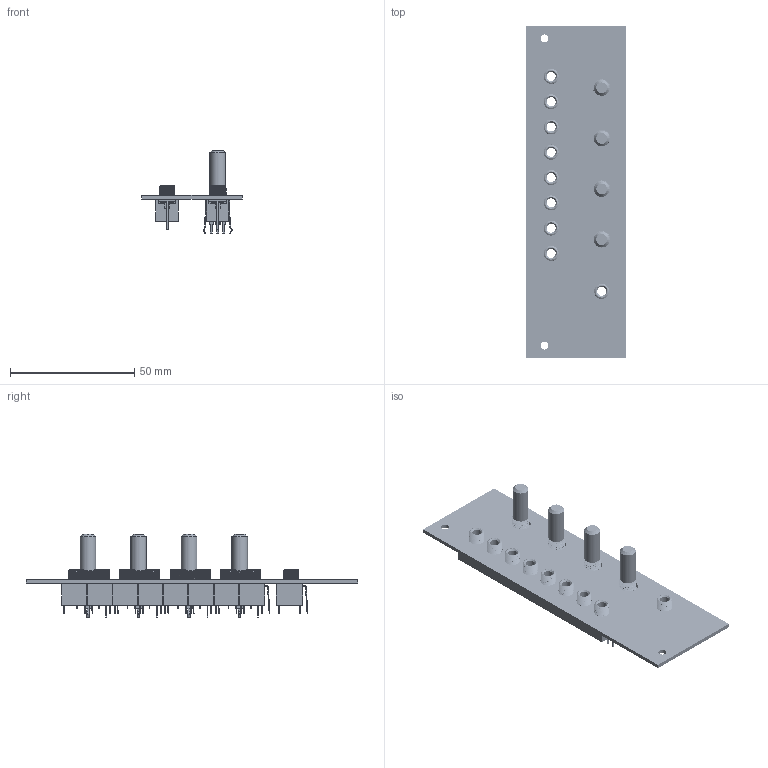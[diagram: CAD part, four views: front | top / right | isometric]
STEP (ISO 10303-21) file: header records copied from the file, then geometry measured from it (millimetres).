
FILE_DESCRIPTION(('KiCad electronic assembly'),'2;1');
FILE_NAME('panel-3D.step','2021-01-17T13:10:06',('An Author'),( 'A Company'),'Open CASCADE STEP processor 7.4', 'KiCad to STEP converter','Unknown');
FILE_SCHEMA(('AUTOMOTIVE_DESIGN { 1 0 10303 214 1 1 1 1 }'));
Length unit declared in the file: millimetre
Products named in the file (8): Open CASCADE STEP translator 7.4 1; PJ301M-12_Thonkiconn_v0.2; SOLID; ALPHA-RD901F-40; COMPOUND
Assembly tree (18 placements, depth 3):
  Open CASCADE STEP translator 7.4 1
    PJ301M-12_Thonkiconn_v0.2  x9
      SOLID
      SOLID
      SOLID
    ALPHA-RD901F-40  x4
      SOLID
    COMPOUND
Bounding box: 40.3 x 133.4 x 33.64 mm (x, y, z)
Volume: 17113.8 mm3; surface area: 25305.8 mm2
Topology: 32 solids, 32 shells, 1818 faces, 4371 edges, 2654 vertices
Faces by surface type: plane 1275, cylinder 343, bspline 158, cone 26, torus 16
Full cylindrical faces by diameter (mm): 1.6 x16, 3.2 x2, 3.6 x9, 3.966 x9, 6.35 x4, 6.4 x9, 7.4 x4
Entity records: 45178 total; most frequent: CARTESIAN_POINT 23407, DIRECTION 3543, LINE 2335, VECTOR 2335, ORIENTED_EDGE 1876, PCURVE 1876, DEFINITIONAL_REPRESENTATION 1876, EDGE_CURVE 938
